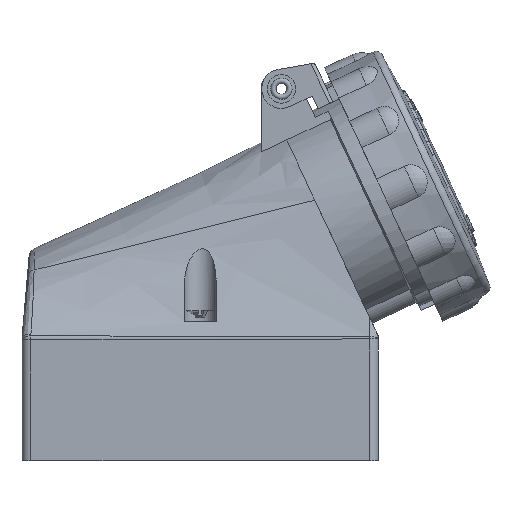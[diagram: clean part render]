
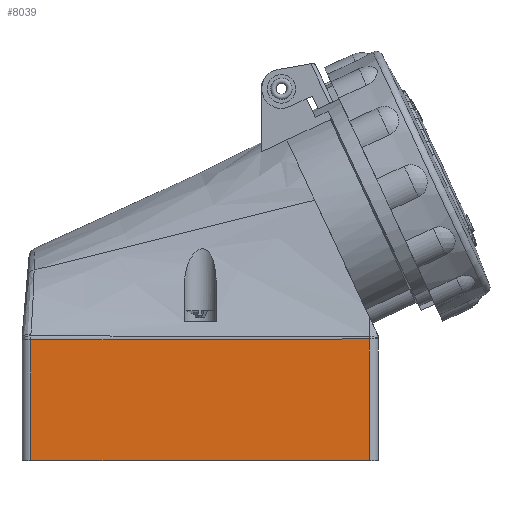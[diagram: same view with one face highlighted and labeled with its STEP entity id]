
A CAD part, left-side view. The second image highlights one B-rep face of the part: STEP entity #8039.
In plain terms, the highlighted planar face has unit normal (-1, 0, 0).
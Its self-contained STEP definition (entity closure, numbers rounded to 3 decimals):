
#141=B_SPLINE_CURVE_WITH_KNOTS('',3,(#14151,#14152,#14153,#14154),
 .UNSPECIFIED.,.F.,.F.,(4,4),(0.25,9.75),
 .UNSPECIFIED.);
#996=FACE_OUTER_BOUND('',#1427,.T.);
#1427=EDGE_LOOP('',(#6514,#6515,#6516,#6517));
#1934=LINE('',#13752,#2598);
#2084=LINE('',#14131,#2748);
#2087=LINE('',#14148,#2751);
#2598=VECTOR('',#10279,10.);
#2748=VECTOR('',#10633,10.);
#2751=VECTOR('',#10650,10.);
#3360=VERTEX_POINT('',#13749);
#3361=VERTEX_POINT('',#13751);
#3480=VERTEX_POINT('',#14130);
#3483=VERTEX_POINT('',#14147);
#4341=EDGE_CURVE('',#3360,#3361,#1934,.T.);
#4526=EDGE_CURVE('',#3480,#3360,#2084,.T.);
#4533=EDGE_CURVE('',#3361,#3483,#2087,.T.);
#4535=EDGE_CURVE('',#3483,#3480,#141,.T.);
#6514=ORIENTED_EDGE('',*,*,#4526,.F.);
#6515=ORIENTED_EDGE('',*,*,#4535,.F.);
#6516=ORIENTED_EDGE('',*,*,#4533,.F.);
#6517=ORIENTED_EDGE('',*,*,#4341,.F.);
#7280=PLANE('',#8752);
#8039=ADVANCED_FACE('',(#996),#7280,.T.);
#8752=AXIS2_PLACEMENT_3D('',#14150,#10653,#10654);
#10279=DIRECTION('',(0.,1.,0.));
#10633=DIRECTION('',(0.,0.,-1.));
#10650=DIRECTION('',(0.,0.,1.));
#10653=DIRECTION('center_axis',(-1.,0.,0.));
#10654=DIRECTION('ref_axis',(0.,0.,1.));
#13749=CARTESIAN_POINT('',(-37.5,-47.5,0.));
#13751=CARTESIAN_POINT('',(-37.5,47.5,0.));
#13752=CARTESIAN_POINT('',(-37.5,-50.,0.));
#14130=CARTESIAN_POINT('',(-37.5,-47.5,34.16));
#14131=CARTESIAN_POINT('',(-37.5,-47.5,32.));
#14147=CARTESIAN_POINT('',(-37.5,47.5,33.927));
#14148=CARTESIAN_POINT('',(-37.5,47.5,32.));
#14150=CARTESIAN_POINT('Origin',(-37.5,-50.,0.));
#14151=CARTESIAN_POINT('Ctrl Pts',(-37.5,47.5,33.927));
#14152=CARTESIAN_POINT('Ctrl Pts',(-37.5,15.833,34.052));
#14153=CARTESIAN_POINT('Ctrl Pts',(-37.5,-15.833,34.112));
#14154=CARTESIAN_POINT('Ctrl Pts',(-37.5,-47.5,34.16));
